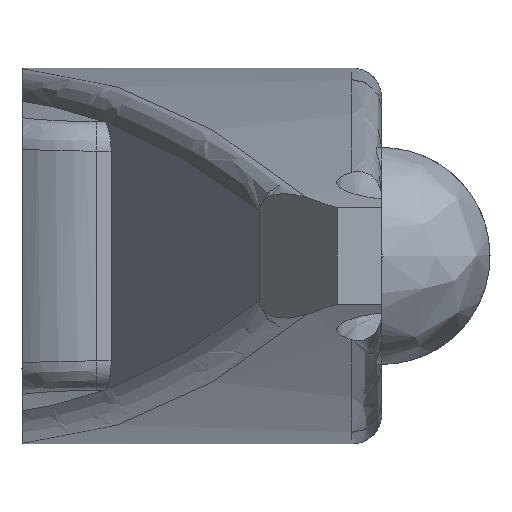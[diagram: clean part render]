
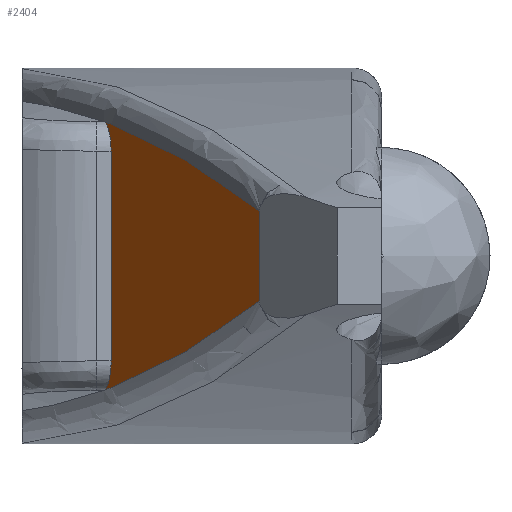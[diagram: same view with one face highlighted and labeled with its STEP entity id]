
A CAD part, left-side view. The second image highlights one B-rep face of the part: STEP entity #2404.
In plain terms, the highlighted free-form (B-spline) face has degree [1, 1] with [2, 2] control points.
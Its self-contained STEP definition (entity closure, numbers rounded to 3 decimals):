
#29 = CARTESIAN_POINT ( 'NONE',  ( -30.014, 6.857, 10.384 ) ) ;
#64 = FACE_OUTER_BOUND ( 'NONE', #2636, .T. ) ;
#120 = CARTESIAN_POINT ( 'NONE',  ( -21.99, 9.11, 10.303 ) ) ;
#278 = EDGE_CURVE ( 'NONE', #413, #2723, #1970, .T. ) ;
#289 = CARTESIAN_POINT ( 'NONE',  ( -21.39, 9.279, 9.338 ) ) ;
#406 = CARTESIAN_POINT ( 'NONE',  ( -20.978, 9.395, 9.254 ) ) ;
#413 = VERTEX_POINT ( 'NONE', #2192 ) ;
#458 = CARTESIAN_POINT ( 'NONE',  ( -39.793, 4.11, 12.327 ) ) ;
#514 = CARTESIAN_POINT ( 'NONE',  ( -21.09, 9.363, 18.366 ) ) ;
#521 = CARTESIAN_POINT ( 'NONE',  ( -30.014, 6.857, 17.29 ) ) ;
#647 = CARTESIAN_POINT ( 'NONE',  ( -39.793, 4.11, 9.254 ) ) ;
#655 = CARTESIAN_POINT ( 'NONE',  ( -34.929, 5.476, 11.241 ) ) ;
#670 = CARTESIAN_POINT ( 'NONE',  ( -21.99, 9.11, 10.055 ) ) ;
#692 = CARTESIAN_POINT ( 'NONE',  ( -21.99, 9.11, 9.401 ) ) ;
#698 = CARTESIAN_POINT ( 'NONE',  ( -20.978, 9.395, 18.42 ) ) ;
#708 = CARTESIAN_POINT ( 'NONE',  ( -21.898, 9.136, 9.816 ) ) ;
#717 = CARTESIAN_POINT ( 'NONE',  ( -21.566, 9.23, 18.225 ) ) ;
#738 = CARTESIAN_POINT ( 'NONE',  ( -23.018, 8.822, 18.163 ) ) ;
#763 = B_SPLINE_CURVE_WITH_KNOTS ( 'NONE', 3,
 ( #2626, #670, #708, #1545, #2190, #1107 ),
 .UNSPECIFIED., .F., .F.,
 ( 4, 2, 4 ),
 ( 0., 0.5, 1. ),
 .UNSPECIFIED. ) ;
#768 = CARTESIAN_POINT ( 'NONE',  ( -21.99, 9.11, 17.371 ) ) ;
#811 =( BOUNDED_CURVE ( )  B_SPLINE_CURVE ( 3, ( #2501, #738, #1228, #521, #2260, #1615 ),
 .UNSPECIFIED., .F., .T. ) 
 B_SPLINE_CURVE_WITH_KNOTS ( ( 4, 2, 4 ),
 ( 0., 0.172, 1. ),
 .UNSPECIFIED. ) 
 CURVE ( )  GEOMETRIC_REPRESENTATION_ITEM ( )  RATIONAL_B_SPLINE_CURVE ( ( 1., 1., 1., 1., 1., 1. ) ) 
 REPRESENTATION_ITEM ( '' )  );
#854 =( BOUNDED_CURVE ( )  B_SPLINE_CURVE ( 3, ( #1050, #655, #29, #1248, #1932, #1078 ),
 .UNSPECIFIED., .F., .T. ) 
 B_SPLINE_CURVE_WITH_KNOTS ( ( 4, 2, 4 ),
 ( 0., 0.828, 1. ),
 .UNSPECIFIED. ) 
 CURVE ( )  GEOMETRIC_REPRESENTATION_ITEM ( )  RATIONAL_B_SPLINE_CURVE ( ( 1., 1., 1., 1., 1., 1. ) ) 
 REPRESENTATION_ITEM ( '' )  );
#943 = CARTESIAN_POINT ( 'NONE',  ( -21.99, 9.11, 17.371 ) ) ;
#961 = CARTESIAN_POINT ( 'NONE',  ( -21.99, 9.11, 18.272 ) ) ;
#967 = CARTESIAN_POINT ( 'NONE',  ( -21.09, 9.363, 9.308 ) ) ;
#1050 = CARTESIAN_POINT ( 'NONE',  ( -39.793, 4.11, 12.327 ) ) ;
#1078 = CARTESIAN_POINT ( 'NONE',  ( -21.99, 9.11, 9.401 ) ) ;
#1098 = ORIENTED_EDGE ( 'NONE', *, *, #1224, .F. ) ;
#1107 = CARTESIAN_POINT ( 'NONE',  ( -21.09, 9.363, 9.308 ) ) ;
#1132 = EDGE_CURVE ( 'NONE', #2723, #1804, #811, .T. ) ;
#1134 = CARTESIAN_POINT ( 'NONE',  ( -21.99, 9.11, 17.371 ) ) ;
#1142 = CARTESIAN_POINT ( 'NONE',  ( -21.69, 9.195, 18.304 ) ) ;
#1154 = CARTESIAN_POINT ( 'NONE',  ( -39.793, 4.11, 12.327 ) ) ;
#1224 = EDGE_CURVE ( 'NONE', #1323, #2099, #854, .T. ) ;
#1228 = CARTESIAN_POINT ( 'NONE',  ( -24.044, 8.533, 18.044 ) ) ;
#1248 = CARTESIAN_POINT ( 'NONE',  ( -24.044, 8.533, 9.63 ) ) ;
#1277 = EDGE_CURVE ( 'NONE', #2188, #1604, #763, .T. ) ;
#1310 = CARTESIAN_POINT ( 'NONE',  ( -21.99, 9.11, 18.272 ) ) ;
#1323 = VERTEX_POINT ( 'NONE', #458 ) ;
#1368 = CARTESIAN_POINT ( 'NONE',  ( -21.09, 9.363, 18.366 ) ) ;
#1389 = B_SPLINE_CURVE_WITH_KNOTS ( 'NONE', 3,
 ( #1595, #2678, #289, #967 ),
 .UNSPECIFIED., .F., .F.,
 ( 4, 4 ),
 ( 0., 1. ),
 .UNSPECIFIED. ) ;
#1497 = B_SPLINE_CURVE_WITH_KNOTS ( 'NONE', 1,
 ( #1154, #2456 ),
 .UNSPECIFIED., .F., .F.,
 ( 2, 2 ),
 ( 0., 1. ),
 .UNSPECIFIED. ) ;
#1545 = CARTESIAN_POINT ( 'NONE',  ( -21.566, 9.23, 9.448 ) ) ;
#1563 = CARTESIAN_POINT ( 'NONE',  ( -21.99, 9.11, 10.303 ) ) ;
#1570 = CARTESIAN_POINT ( 'NONE',  ( -39.793, 4.11, 18.42 ) ) ;
#1579 = CARTESIAN_POINT ( 'NONE',  ( -21.898, 9.136, 17.858 ) ) ;
#1595 = CARTESIAN_POINT ( 'NONE',  ( -21.99, 9.11, 9.401 ) ) ;
#1604 = VERTEX_POINT ( 'NONE', #2133 ) ;
#1615 = CARTESIAN_POINT ( 'NONE',  ( -39.793, 4.11, 15.347 ) ) ;
#1628 = B_SPLINE_CURVE_WITH_KNOTS ( 'NONE', 1,
 ( #943, #120 ),
 .UNSPECIFIED., .F., .F.,
 ( 2, 2 ),
 ( 0., 1. ),
 .UNSPECIFIED. ) ;
#1695 = EDGE_CURVE ( 'NONE', #2259, #2188, #1628, .T. ) ;
#1744 = ORIENTED_EDGE ( 'NONE', *, *, #1132, .F. ) ;
#1804 = VERTEX_POINT ( 'NONE', #2510 ) ;
#1864 = EDGE_CURVE ( 'NONE', #413, #2259, #2248, .T. ) ;
#1882 = EDGE_CURVE ( 'NONE', #2099, #1604, #1389, .T. ) ;
#1932 = CARTESIAN_POINT ( 'NONE',  ( -23.018, 8.822, 9.511 ) ) ;
#1948 = ORIENTED_EDGE ( 'NONE', *, *, #1695, .T. ) ;
#1970 = B_SPLINE_CURVE_WITH_KNOTS ( 'NONE', 3,
 ( #1368, #2171, #1142, #1310 ),
 .UNSPECIFIED., .F., .F.,
 ( 4, 4 ),
 ( 0., 1. ),
 .UNSPECIFIED. ) ;
#1974 = ORIENTED_EDGE ( 'NONE', *, *, #278, .F. ) ;
#2029 = CARTESIAN_POINT ( 'NONE',  ( -21.99, 9.11, 17.619 ) ) ;
#2099 = VERTEX_POINT ( 'NONE', #692 ) ;
#2133 = CARTESIAN_POINT ( 'NONE',  ( -21.09, 9.363, 9.308 ) ) ;
#2156 = ORIENTED_EDGE ( 'NONE', *, *, #1882, .F. ) ;
#2171 = CARTESIAN_POINT ( 'NONE',  ( -21.39, 9.279, 18.336 ) ) ;
#2177 = ORIENTED_EDGE ( 'NONE', *, *, #1864, .T. ) ;
#2188 = VERTEX_POINT ( 'NONE', #1563 ) ;
#2190 = CARTESIAN_POINT ( 'NONE',  ( -21.337, 9.294, 9.333 ) ) ;
#2192 = CARTESIAN_POINT ( 'NONE',  ( -21.09, 9.363, 18.366 ) ) ;
#2248 = B_SPLINE_CURVE_WITH_KNOTS ( 'NONE', 3,
 ( #514, #2639, #717, #1579, #2029, #1134 ),
 .UNSPECIFIED., .F., .F.,
 ( 4, 2, 4 ),
 ( 0., 0.5, 1. ),
 .UNSPECIFIED. ) ;
#2259 = VERTEX_POINT ( 'NONE', #768 ) ;
#2260 = CARTESIAN_POINT ( 'NONE',  ( -34.929, 5.476, 16.433 ) ) ;
#2282 = ORIENTED_EDGE ( 'NONE', *, *, #2669, .T. ) ;
#2304 = B_SPLINE_SURFACE_WITH_KNOTS ( 'NONE', 1, 1, ( 
 ( #406, #698 ),
 ( #647, #1570 ) ),
 .UNSPECIFIED., .F., .F., .F.,
 ( 2, 2 ),
 ( 2, 2 ),
 ( 0., 1. ),
 ( 0., 1. ),
 .UNSPECIFIED. ) ;
#2387 = ORIENTED_EDGE ( 'NONE', *, *, #1277, .T. ) ;
#2404 = ADVANCED_FACE ( 'NONE', ( #64 ), #2304, .T. ) ;
#2456 = CARTESIAN_POINT ( 'NONE',  ( -39.793, 4.11, 15.347 ) ) ;
#2501 = CARTESIAN_POINT ( 'NONE',  ( -21.99, 9.11, 18.272 ) ) ;
#2510 = CARTESIAN_POINT ( 'NONE',  ( -39.793, 4.11, 15.347 ) ) ;
#2626 = CARTESIAN_POINT ( 'NONE',  ( -21.99, 9.11, 10.303 ) ) ;
#2636 = EDGE_LOOP ( 'NONE', ( #1098, #2282, #1744, #1974, #2177, #1948, #2387, #2156 ) ) ;
#2639 = CARTESIAN_POINT ( 'NONE',  ( -21.337, 9.294, 18.341 ) ) ;
#2669 = EDGE_CURVE ( 'NONE', #1323, #1804, #1497, .T. ) ;
#2678 = CARTESIAN_POINT ( 'NONE',  ( -21.69, 9.195, 9.369 ) ) ;
#2723 = VERTEX_POINT ( 'NONE', #961 ) ;
